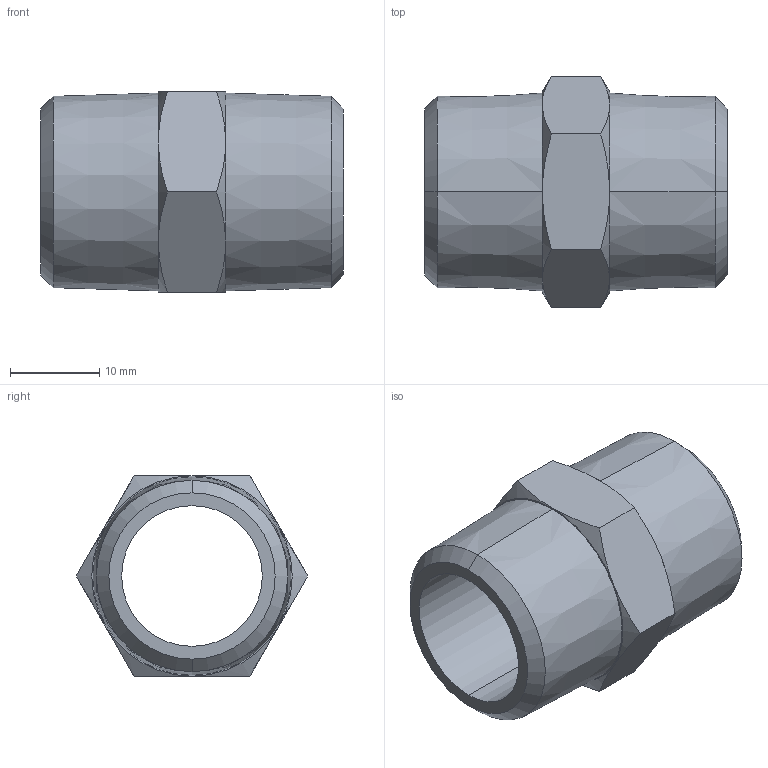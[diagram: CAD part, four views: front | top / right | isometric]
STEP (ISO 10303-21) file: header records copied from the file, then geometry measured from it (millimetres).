
FILE_DESCRIPTION (( 'STEP AP203' ), '1' );
FILE_NAME ('15NB STEAM NIPPLE_REV_.step', '2025-09-15T04:34:50', ( '' ), ( '' ), 'SwSTEP 2.0', 'SolidWorks 2024', '' );
FILE_SCHEMA (( 'CONFIG_CONTROL_DESIGN' ));
Length unit declared in the file: millimetre
Products named in the file (1): 15NB STEAM NIPPLE_REV_
Bounding box: 34 x 25.98 x 22.5 mm (x, y, z)
Volume: 6383.1 mm3; surface area: 4366.8 mm2
Topology: 1 solids, 1 shells, 32 faces, 68 edges, 40 vertices
Faces by surface type: cone 20, plane 10, cylinder 2
Entity records: 1029 total; most frequent: CARTESIAN_POINT 285, DIRECTION 138, ORIENTED_EDGE 136, EDGE_CURVE 68, AXIS2_PLACEMENT_3D 61, VERTEX_POINT 40, EDGE_LOOP 36, FACE_OUTER_BOUND 32
